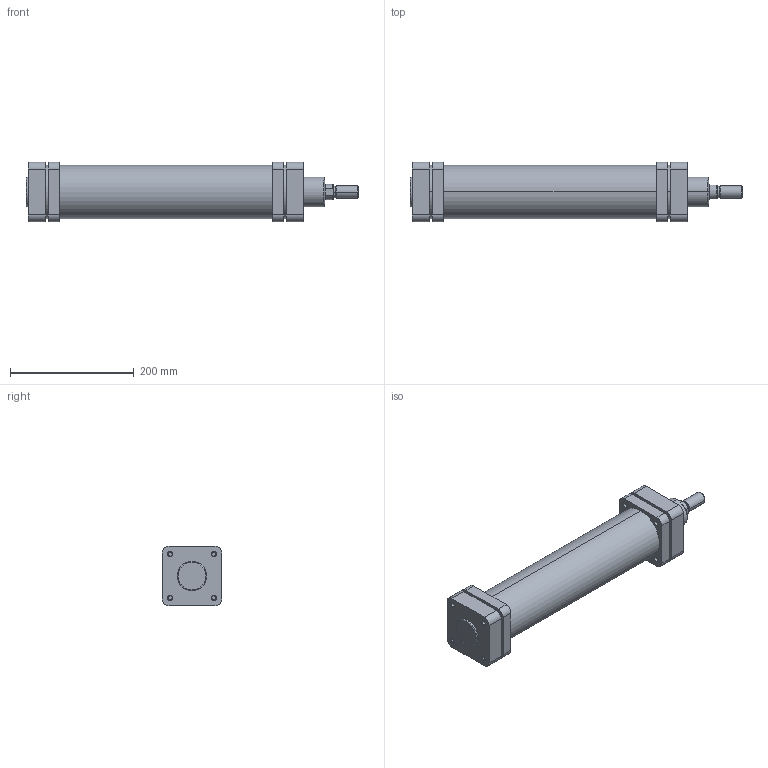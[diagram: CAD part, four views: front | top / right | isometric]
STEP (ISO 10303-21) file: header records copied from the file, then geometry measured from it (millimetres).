
FILE_DESCRIPTION (( 'STEP AP214' ), '1' );
FILE_NAME ('PNS 80-320 CYLINDER.STEP', '2010-08-31T07:47:00', ( '' ), ( '' ), 'SwSTEP 2.0', 'SolidWorks 2010', '' );
FILE_SCHEMA (( 'AUTOMOTIVE_DESIGN' ));
Length unit declared in the file: millimetre
Products named in the file (6): pns pag 80 arka kapak; pns 80 boru; pns pag 80 on kapak; PNS-PAG 80 M尳; PNS 80 ÇEMBER; PNS  80-320  CYLINDER
Assembly tree (6 placements, depth 2):
  PNS  80-320  CYLINDER
    pns pag 80 on kapak
    PNS-PAG 80 M尳
    PNS 80 ÇEMBER  x2
    pns 80 boru
    pns pag 80 arka kapak
Bounding box: 536 x 96 x 96 mm (x, y, z)
Volume: 1357760.1 mm3; surface area: 384098.6 mm2
Topology: 6 solids, 6 shells, 182 faces, 404 edges, 256 vertices
Faces by surface type: cylinder 88, plane 54, cone 32, torus 8
Entity records: 5008 total; most frequent: DIRECTION 870, CARTESIAN_POINT 764, ORIENTED_EDGE 688, AXIS2_PLACEMENT_3D 362, EDGE_CURVE 344, VERTEX_POINT 216, EDGE_LOOP 194, CIRCLE 194
